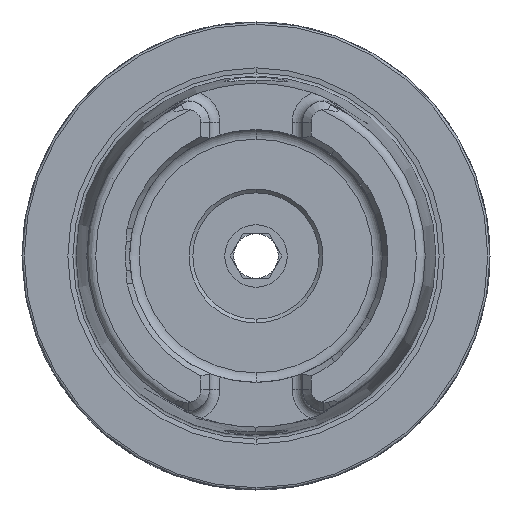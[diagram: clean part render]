
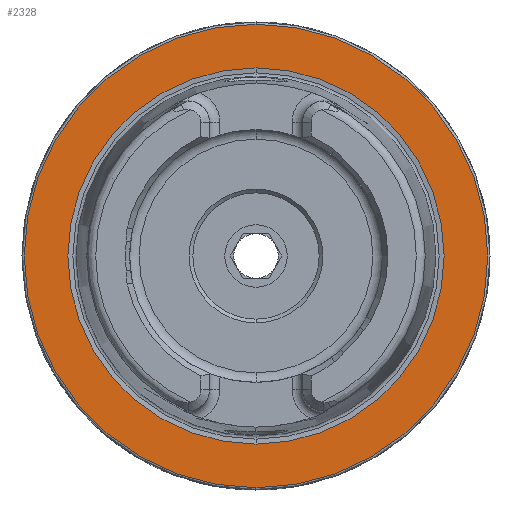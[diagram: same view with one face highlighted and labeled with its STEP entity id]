
A CAD part, left-side view. The second image highlights one B-rep face of the part: STEP entity #2328.
In plain terms, the highlighted planar face has unit normal (-1, 0, 0).
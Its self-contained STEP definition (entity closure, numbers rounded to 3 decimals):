
#415 = CARTESIAN_POINT ( 'NONE',  ( 0., 0., 31.2 ) ) ;
#416 = CARTESIAN_POINT ( 'NONE',  ( 0., 0., -31.2 ) ) ;
#420 = CARTESIAN_POINT ( 'NONE',  ( 0., 0., -25.324 ) ) ;
#421 = CARTESIAN_POINT ( 'NONE',  ( 0., 0., 25.324 ) ) ;
#479 = AXIS2_PLACEMENT_3D ( 'NONE', #1881, #1882, #1883 ) ;
#659 = PLANE ( 'NONE',  #12814 ) ;
#661 = CARTESIAN_POINT ( 'NONE',  ( 0., 31.2, 0. ) ) ;
#662 = DIRECTION ( 'NONE',  ( 1., 0., 0. ) ) ;
#663 = DIRECTION ( 'NONE',  ( 0., 0., -1. ) ) ;
#1881 = CARTESIAN_POINT ( 'NONE',  ( 0., 0., 0. ) ) ;
#1882 = DIRECTION ( 'NONE',  ( -1., 0., 0. ) ) ;
#1883 = DIRECTION ( 'NONE',  ( 0., 0., 1. ) ) ;
#2328 = ADVANCED_FACE ( 'NONE', ( #12487, #12490 ), #659, .F. ) ;
#2577 = EDGE_CURVE ( 'NONE', #4239, #4240, #12614, .T. ) ;
#2954 = CARTESIAN_POINT ( 'NONE',  ( 0., 0., 0. ) ) ;
#2955 = DIRECTION ( 'NONE',  ( -1., 0., 0. ) ) ;
#2956 = DIRECTION ( 'NONE',  ( 0., 0., 1. ) ) ;
#3308 = AXIS2_PLACEMENT_3D ( 'NONE', #10027, #10028, #10029 ) ;
#3309 = AXIS2_PLACEMENT_3D ( 'NONE', #10031, #10032, #10033 ) ;
#3597 = CIRCLE ( 'NONE', #3308, 25.324 ) ;
#3598 = CIRCLE ( 'NONE', #3309, 31.2 ) ;
#4239 = VERTEX_POINT ( 'NONE', #415 ) ;
#4240 = VERTEX_POINT ( 'NONE', #416 ) ;
#4244 = VERTEX_POINT ( 'NONE', #420 ) ;
#4245 = VERTEX_POINT ( 'NONE', #421 ) ;
#4657 = EDGE_CURVE ( 'NONE', #4244, #4245, #9925, .T. ) ;
#5736 = EDGE_CURVE ( 'NONE', #4245, #4244, #3597, .T. ) ;
#5737 = EDGE_CURVE ( 'NONE', #4240, #4239, #3598, .T. ) ;
#7918 = ORIENTED_EDGE ( 'NONE', *, *, #5736, .F. ) ;
#7919 = ORIENTED_EDGE ( 'NONE', *, *, #4657, .F. ) ;
#7920 = ORIENTED_EDGE ( 'NONE', *, *, #2577, .T. ) ;
#7921 = ORIENTED_EDGE ( 'NONE', *, *, #5737, .T. ) ;
#9268 = EDGE_LOOP ( 'NONE', ( #7920, #7921 ) ) ;
#9280 = EDGE_LOOP ( 'NONE', ( #7918, #7919 ) ) ;
#9925 = CIRCLE ( 'NONE', #479, 25.324 ) ;
#10027 = CARTESIAN_POINT ( 'NONE',  ( 0., 0., 0. ) ) ;
#10028 = DIRECTION ( 'NONE',  ( -1., 0., 0. ) ) ;
#10029 = DIRECTION ( 'NONE',  ( 0., 0., 1. ) ) ;
#10031 = CARTESIAN_POINT ( 'NONE',  ( 0., 0., 0. ) ) ;
#10032 = DIRECTION ( 'NONE',  ( -1., 0., 0. ) ) ;
#10033 = DIRECTION ( 'NONE',  ( 0., 0., 1. ) ) ;
#12487 = FACE_BOUND ( 'NONE', #9280, .T. ) ;
#12490 = FACE_OUTER_BOUND ( 'NONE', #9268, .T. ) ;
#12614 = CIRCLE ( 'NONE', #12876, 31.2 ) ;
#12814 = AXIS2_PLACEMENT_3D ( 'NONE', #661, #662, #663 ) ;
#12876 = AXIS2_PLACEMENT_3D ( 'NONE', #2954, #2955, #2956 ) ;
